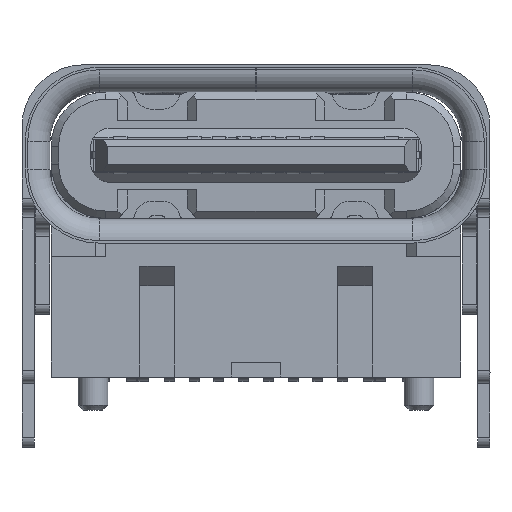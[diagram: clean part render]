
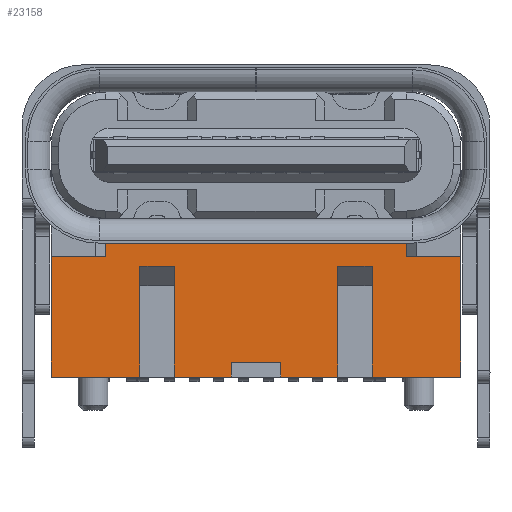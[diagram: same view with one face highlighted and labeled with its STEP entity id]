
A CAD part, front view. The second image highlights one B-rep face of the part: STEP entity #23158.
In plain terms, the highlighted planar face has unit normal (0, -1, 0).
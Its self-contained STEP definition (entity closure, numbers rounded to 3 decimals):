
#1876=DIRECTION('',(0.,0.,-1.));
#1877=VECTOR('',#1876,2.44);
#1878=CARTESIAN_POINT('',(-4.145,6.298,
-2.05));
#1879=LINE('',#1878,#1877);
#2284=DIRECTION('',(0.,0.,1.));
#2285=VECTOR('',#2284,2.44);
#2286=CARTESIAN_POINT('',(4.145,6.298,-4.49));
#2287=LINE('',#2286,#2285);
#4498=DIRECTION('',(1.,0.,0.));
#4499=VECTOR('',#4498,1.795);
#4500=CARTESIAN_POINT('',(-4.145,6.298,
-4.49));
#4501=LINE('',#4500,#4499);
#4510=DIRECTION('',(1.,0.,0.));
#4511=VECTOR('',#4510,1.15);
#4512=CARTESIAN_POINT('',(-1.65,6.298,
-4.49));
#4513=LINE('',#4512,#4511);
#4518=DIRECTION('',(1.,0.,0.));
#4519=VECTOR('',#4518,1.15);
#4520=CARTESIAN_POINT('',(0.5,6.298,
-4.49));
#4521=LINE('',#4520,#4519);
#4530=DIRECTION('',(1.,0.,0.));
#4531=VECTOR('',#4530,1.795);
#4532=CARTESIAN_POINT('',(2.35,6.298,-4.49));
#4533=LINE('',#4532,#4531);
#4700=DIRECTION('',(1.,0.,0.));
#4701=VECTOR('',#4700,1.8);
#4702=CARTESIAN_POINT('',(-0.9,6.298,
-0.7));
#4703=LINE('',#4702,#4701);
#4704=DIRECTION('',(0.,0.,-1.));
#4705=VECTOR('',#4704,0.58);
#4706=CARTESIAN_POINT('',(0.9,6.298,
-0.7));
#4707=LINE('',#4706,#4705);
#4708=DIRECTION('',(0.,0.,-1.));
#4709=VECTOR('',#4708,0.77);
#4710=CARTESIAN_POINT('',(3.045,6.298,-1.28));
#4711=LINE('',#4710,#4709);
#4712=DIRECTION('',(1.,0.,0.));
#4713=VECTOR('',#4712,1.1);
#4714=CARTESIAN_POINT('',(3.045,6.298,-2.05));
#4715=LINE('',#4714,#4713);
#4716=DIRECTION('',(0.,0.,1.));
#4717=VECTOR('',#4716,2.24);
#4718=CARTESIAN_POINT('',(2.35,6.298,-4.49));
#4719=LINE('',#4718,#4717);
#4720=DIRECTION('',(-1.,0.,0.));
#4721=VECTOR('',#4720,0.7);
#4722=CARTESIAN_POINT('',(2.35,6.298,-2.25));
#4723=LINE('',#4722,#4721);
#4724=DIRECTION('',(0.,0.,-1.));
#4725=VECTOR('',#4724,2.24);
#4726=CARTESIAN_POINT('',(1.65,6.298,-2.25));
#4727=LINE('',#4726,#4725);
#4728=DIRECTION('',(0.,0.,-1.));
#4729=VECTOR('',#4728,0.3);
#4730=CARTESIAN_POINT('',(-0.5,6.298,
-4.19));
#4731=LINE('',#4730,#4729);
#4732=DIRECTION('',(0.,0.,1.));
#4733=VECTOR('',#4732,2.24);
#4734=CARTESIAN_POINT('',(-1.65,6.298,
-4.49));
#4735=LINE('',#4734,#4733);
#4736=DIRECTION('',(-1.,0.,0.));
#4737=VECTOR('',#4736,0.7);
#4738=CARTESIAN_POINT('',(-1.65,6.298,
-2.25));
#4739=LINE('',#4738,#4737);
#4740=DIRECTION('',(0.,0.,-1.));
#4741=VECTOR('',#4740,2.24);
#4742=CARTESIAN_POINT('',(-2.35,6.298,
-2.25));
#4743=LINE('',#4742,#4741);
#4744=DIRECTION('',(1.,0.,0.));
#4745=VECTOR('',#4744,1.1);
#4746=CARTESIAN_POINT('',(-4.145,6.298,
-2.05));
#4747=LINE('',#4746,#4745);
#4764=DIRECTION('',(0.,0.,-1.));
#4765=VECTOR('',#4764,0.58);
#4766=CARTESIAN_POINT('',(-0.9,6.298,
-0.7));
#4767=LINE('',#4766,#4765);
#4964=DIRECTION('',(-1.,0.,0.));
#4965=VECTOR('',#4964,2.145);
#4966=CARTESIAN_POINT('',(-0.9,6.298,
-1.28));
#4967=LINE('',#4966,#4965);
#5015=DIRECTION('',(0.,0.,-1.));
#5016=VECTOR('',#5015,0.77);
#5017=CARTESIAN_POINT('',(-3.045,6.298,
-1.28));
#5018=LINE('',#5017,#5016);
#5948=DIRECTION('',(-1.,0.,0.));
#5949=VECTOR('',#5948,2.145);
#5950=CARTESIAN_POINT('',(3.045,6.298,-1.28));
#5951=LINE('',#5950,#5949);
#6722=DIRECTION('',(0.,0.,-1.));
#6723=VECTOR('',#6722,0.3);
#6724=CARTESIAN_POINT('',(0.5,6.298,
-4.19));
#6725=LINE('',#6724,#6723);
#6742=DIRECTION('',(1.,0.,0.));
#6743=VECTOR('',#6742,1.);
#6744=CARTESIAN_POINT('',(-0.5,6.298,
-4.19));
#6745=LINE('',#6744,#6743);
#12685=CARTESIAN_POINT('',(3.045,6.298,
-1.28));
#12686=VERTEX_POINT('',#12685);
#12687=CARTESIAN_POINT('',(0.9,6.298,
-1.28));
#12688=VERTEX_POINT('',#12687);
#12695=CARTESIAN_POINT('',(-0.9,6.298,
-1.28));
#12696=VERTEX_POINT('',#12695);
#12697=CARTESIAN_POINT('',(-3.045,6.298,
-1.28));
#12698=VERTEX_POINT('',#12697);
#12782=CARTESIAN_POINT('',(-4.145,6.298,
-2.05));
#12783=VERTEX_POINT('',#12782);
#12784=CARTESIAN_POINT('',(-4.145,6.298,
-4.49));
#12785=VERTEX_POINT('',#12784);
#13618=CARTESIAN_POINT('',(-2.35,6.298,
-4.49));
#13619=VERTEX_POINT('',#13618);
#13624=CARTESIAN_POINT('',(-1.65,6.298,
-4.49));
#13625=VERTEX_POINT('',#13624);
#13626=CARTESIAN_POINT('',(-0.5,6.298,
-4.49));
#13627=VERTEX_POINT('',#13626);
#13632=CARTESIAN_POINT('',(0.5,6.298,
-4.49));
#13633=VERTEX_POINT('',#13632);
#13634=CARTESIAN_POINT('',(1.65,6.298,
-4.49));
#13635=VERTEX_POINT('',#13634);
#13640=CARTESIAN_POINT('',(2.35,6.298,
-4.49));
#13641=VERTEX_POINT('',#13640);
#13642=CARTESIAN_POINT('',(4.145,6.298,
-4.49));
#13643=VERTEX_POINT('',#13642);
#13902=CARTESIAN_POINT('',(-0.9,6.298,
-0.7));
#13903=CARTESIAN_POINT('',(0.9,6.298,
-0.7));
#13904=VERTEX_POINT('',#13902);
#13905=VERTEX_POINT('',#13903);
#13906=CARTESIAN_POINT('',(3.045,6.298,
-2.05));
#13907=VERTEX_POINT('',#13906);
#13908=CARTESIAN_POINT('',(4.145,6.298,
-2.05));
#13909=VERTEX_POINT('',#13908);
#13910=CARTESIAN_POINT('',(2.35,6.298,
-2.25));
#13911=VERTEX_POINT('',#13910);
#13912=CARTESIAN_POINT('',(1.65,6.298,
-2.25));
#13913=VERTEX_POINT('',#13912);
#13914=CARTESIAN_POINT('',(0.5,6.298,
-4.19));
#13915=VERTEX_POINT('',#13914);
#13916=CARTESIAN_POINT('',(-0.5,6.298,
-4.19));
#13917=VERTEX_POINT('',#13916);
#13918=CARTESIAN_POINT('',(-1.65,6.298,
-2.25));
#13919=VERTEX_POINT('',#13918);
#13920=CARTESIAN_POINT('',(-2.35,6.298,
-2.25));
#13921=VERTEX_POINT('',#13920);
#13922=CARTESIAN_POINT('',(-3.045,6.298,
-2.05));
#13923=VERTEX_POINT('',#13922);
#23110=CARTESIAN_POINT('',(-4.5,6.298,
-2.05));
#23111=DIRECTION('',(0.,-1.,0.));
#23112=DIRECTION('',(0.,0.,-1.));
#23113=AXIS2_PLACEMENT_3D('',#23110,#23111,#23112);
#23114=PLANE('',#23113);
#23116=ORIENTED_EDGE('',*,*,#23115,.T.);
#23118=ORIENTED_EDGE('',*,*,#23117,.T.);
#23120=ORIENTED_EDGE('',*,*,#23119,.F.);
#23122=ORIENTED_EDGE('',*,*,#23121,.T.);
#23123=ORIENTED_EDGE('',*,*,#19911,.T.);
#23124=ORIENTED_EDGE('',*,*,#19819,.F.);
#23125=ORIENTED_EDGE('',*,*,#22812,.F.);
#23127=ORIENTED_EDGE('',*,*,#23126,.T.);
#23129=ORIENTED_EDGE('',*,*,#23128,.T.);
#23131=ORIENTED_EDGE('',*,*,#23130,.T.);
#23132=ORIENTED_EDGE('',*,*,#22804,.F.);
#23134=ORIENTED_EDGE('',*,*,#23133,.F.);
#23136=ORIENTED_EDGE('',*,*,#23135,.F.);
#23138=ORIENTED_EDGE('',*,*,#23137,.T.);
#23139=ORIENTED_EDGE('',*,*,#22796,.F.);
#23141=ORIENTED_EDGE('',*,*,#23140,.T.);
#23143=ORIENTED_EDGE('',*,*,#23142,.T.);
#23145=ORIENTED_EDGE('',*,*,#23144,.T.);
#23146=ORIENTED_EDGE('',*,*,#22788,.F.);
#23147=ORIENTED_EDGE('',*,*,#19087,.F.);
#23149=ORIENTED_EDGE('',*,*,#23148,.T.);
#23151=ORIENTED_EDGE('',*,*,#23150,.F.);
#23153=ORIENTED_EDGE('',*,*,#23152,.F.);
#23155=ORIENTED_EDGE('',*,*,#23154,.F.);
#23156=EDGE_LOOP('',(#23116,#23118,#23120,#23122,#23123,#23124,#23125,#23127,
#23129,#23131,#23132,#23134,#23136,#23138,#23139,#23141,#23143,#23145,#23146,
#23147,#23149,#23151,#23153,#23155));
#23157=FACE_OUTER_BOUND('',#23156,.F.);
#19087=EDGE_CURVE('',#12783,#12785,#1879,.T.);
#19819=EDGE_CURVE('',#13643,#13909,#2287,.T.);
#19911=EDGE_CURVE('',#13907,#13909,#4715,.T.);
#22788=EDGE_CURVE('',#12785,#13619,#4501,.T.);
#22796=EDGE_CURVE('',#13625,#13627,#4513,.T.);
#22804=EDGE_CURVE('',#13633,#13635,#4521,.T.);
#22812=EDGE_CURVE('',#13641,#13643,#4533,.T.);
#23115=EDGE_CURVE('',#13904,#13905,#4703,.T.);
#23117=EDGE_CURVE('',#13905,#12688,#4707,.T.);
#23119=EDGE_CURVE('',#12686,#12688,#5951,.T.);
#23121=EDGE_CURVE('',#12686,#13907,#4711,.T.);
#23126=EDGE_CURVE('',#13641,#13911,#4719,.T.);
#23128=EDGE_CURVE('',#13911,#13913,#4723,.T.);
#23130=EDGE_CURVE('',#13913,#13635,#4727,.T.);
#23133=EDGE_CURVE('',#13915,#13633,#6725,.T.);
#23135=EDGE_CURVE('',#13917,#13915,#6745,.T.);
#23137=EDGE_CURVE('',#13917,#13627,#4731,.T.);
#23140=EDGE_CURVE('',#13625,#13919,#4735,.T.);
#23142=EDGE_CURVE('',#13919,#13921,#4739,.T.);
#23144=EDGE_CURVE('',#13921,#13619,#4743,.T.);
#23148=EDGE_CURVE('',#12783,#13923,#4747,.T.);
#23150=EDGE_CURVE('',#12698,#13923,#5018,.T.);
#23152=EDGE_CURVE('',#12696,#12698,#4967,.T.);
#23154=EDGE_CURVE('',#13904,#12696,#4767,.T.);
#23158=ADVANCED_FACE('',(#23157),#23114,.T.);
